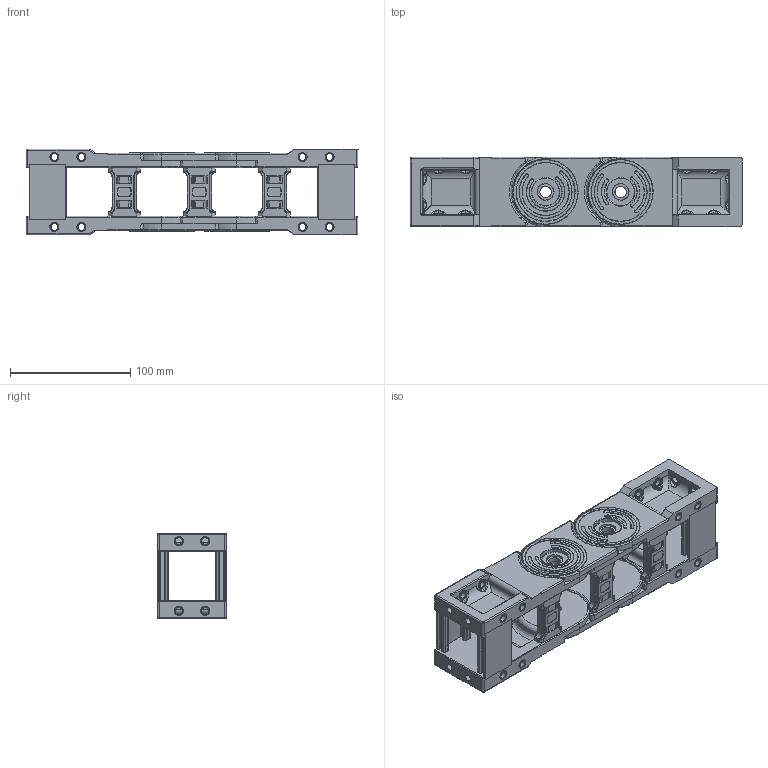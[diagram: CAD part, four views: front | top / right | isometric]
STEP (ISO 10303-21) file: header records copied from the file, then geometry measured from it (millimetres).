
FILE_DESCRIPTION (( 'STEP AP214' ), '1' );
FILE_NAME ('CK42-A040-AYAK.STEP', '2019-09-18T12:07:25', ( '' ), ( '' ), 'SwSTEP 2.0', 'SolidWorks 2017', '' );
FILE_SCHEMA (( 'AUTOMOTIVE_DESIGN' ));
Length unit declared in the file: millimetre
Products named in the file (1): CK42-A040-AYAK
Bounding box: 276.4 x 58 x 71.5 mm (x, y, z)
Volume: 312951.2 mm3; surface area: 192585.2 mm2
Topology: 40 solids, 40 shells, 3352 faces, 8596 edges, 5338 vertices
Faces by surface type: cylinder 1328, plane 1236, bspline 404, torus 312, sphere 72
Entity records: 157361 total; most frequent: CARTESIAN_POINT 82000, ORIENTED_EDGE 16984, DIRECTION 13336, EDGE_CURVE 8492, VERTEX_POINT 5338, AXIS2_PLACEMENT_3D 4581, VECTOR 4174, LINE 4174
